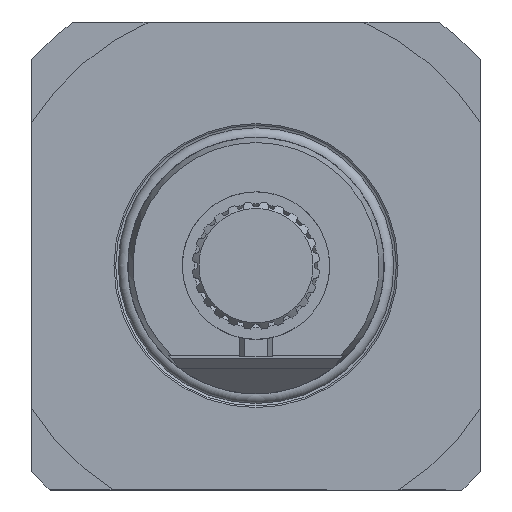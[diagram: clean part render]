
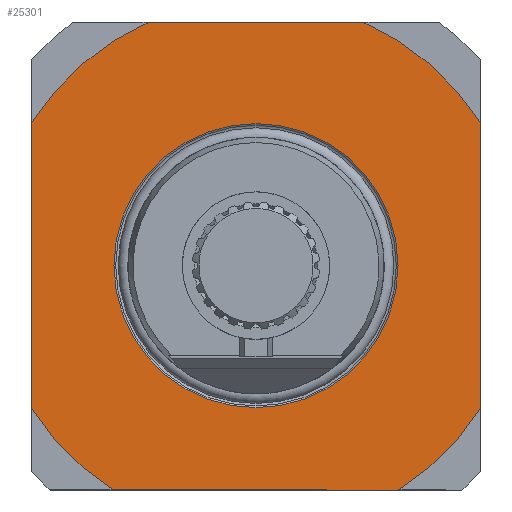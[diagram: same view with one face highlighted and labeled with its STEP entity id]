
A CAD part, front view. The second image highlights one B-rep face of the part: STEP entity #25301.
In plain terms, the highlighted planar face has unit normal (0, -1, 0).
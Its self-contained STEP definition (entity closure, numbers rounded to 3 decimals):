
#593 = AXIS2_PLACEMENT_3D ( 'NONE', #23228, #9542, #25501 ) ;
#907 = DIRECTION ( 'NONE',  ( 1., 0., 0. ) ) ;
#1522 = CARTESIAN_POINT ( 'NONE',  ( 0., 0., -22.15 ) ) ;
#1954 = VERTEX_POINT ( 'NONE', #20007 ) ;
#2169 = CARTESIAN_POINT ( 'NONE',  ( -16.681, 0., 38. ) ) ;
#2188 = DIRECTION ( 'NONE',  ( 0., -1., 0. ) ) ;
#2414 = EDGE_CURVE ( 'NONE', #16167, #7812, #13859, .T. ) ;
#2553 = CARTESIAN_POINT ( 'NONE',  ( 0., 0., 0. ) ) ;
#3103 = EDGE_LOOP ( 'NONE', ( #13550 ) ) ;
#3699 = AXIS2_PLACEMENT_3D ( 'NONE', #5501, #14591, #907 ) ;
#3991 = CARTESIAN_POINT ( 'NONE',  ( -35., 0., 47.5 ) ) ;
#4363 = EDGE_CURVE ( 'NONE', #11517, #29227, #10862, .T. ) ;
#5430 = CARTESIAN_POINT ( 'NONE',  ( 22.299, 0., -35. ) ) ;
#5498 = VERTEX_POINT ( 'NONE', #28639 ) ;
#5501 = CARTESIAN_POINT ( 'NONE',  ( 0., 0., 0. ) ) ;
#6333 = DIRECTION ( 'NONE',  ( 0., 0., 1. ) ) ;
#6368 = CARTESIAN_POINT ( 'NONE',  ( -22.299, 0., -35. ) ) ;
#6651 = ORIENTED_EDGE ( 'NONE', *, *, #25777, .F. ) ;
#7417 = DIRECTION ( 'NONE',  ( 1., 0., 0. ) ) ;
#7812 = VERTEX_POINT ( 'NONE', #10864 ) ;
#7985 = LINE ( 'NONE', #3991, #27324 ) ;
#8571 = DIRECTION ( 'NONE',  ( 0., 0., 1. ) ) ;
#9256 = DIRECTION ( 'NONE',  ( 0., 0., -1. ) ) ;
#9542 = DIRECTION ( 'NONE',  ( 0., -1., 0. ) ) ;
#9692 = AXIS2_PLACEMENT_3D ( 'NONE', #19532, #28598, #17333 ) ;
#9797 = ORIENTED_EDGE ( 'NONE', *, *, #13887, .F. ) ;
#9860 = VERTEX_POINT ( 'NONE', #1522 ) ;
#9972 = LINE ( 'NONE', #13907, #22497 ) ;
#10247 = CARTESIAN_POINT ( 'NONE',  ( 0., 0., 38. ) ) ;
#10862 = CIRCLE ( 'NONE', #9692, 41.5 ) ;
#10864 = CARTESIAN_POINT ( 'NONE',  ( 35., 0., -22.299 ) ) ;
#10879 = VERTEX_POINT ( 'NONE', #6368 ) ;
#11361 = ORIENTED_EDGE ( 'NONE', *, *, #4363, .T. ) ;
#11517 = VERTEX_POINT ( 'NONE', #2169 ) ;
#12130 = ORIENTED_EDGE ( 'NONE', *, *, #2414, .T. ) ;
#13550 = ORIENTED_EDGE ( 'NONE', *, *, #28849, .F. ) ;
#13558 = VECTOR ( 'NONE', #26414, 1000. ) ;
#13859 = CIRCLE ( 'NONE', #3699, 41.5 ) ;
#13887 = EDGE_CURVE ( 'NONE', #16167, #10879, #9972, .T. ) ;
#13907 = CARTESIAN_POINT ( 'NONE',  ( 0., 0., -35. ) ) ;
#14591 = DIRECTION ( 'NONE',  ( 0., -1., 0. ) ) ;
#16167 = VERTEX_POINT ( 'NONE', #5430 ) ;
#16219 = DIRECTION ( 'NONE',  ( -1., 0., 0. ) ) ;
#16355 = CIRCLE ( 'NONE', #23043, 22.15 ) ;
#17310 = ORIENTED_EDGE ( 'NONE', *, *, #19194, .T. ) ;
#17333 = DIRECTION ( 'NONE',  ( 1., 0., 0. ) ) ;
#18497 = EDGE_CURVE ( 'NONE', #20771, #29227, #7985, .T. ) ;
#19194 = EDGE_CURVE ( 'NONE', #5498, #1954, #21059, .T. ) ;
#19215 = ORIENTED_EDGE ( 'NONE', *, *, #18497, .F. ) ;
#19532 = CARTESIAN_POINT ( 'NONE',  ( 0., 0., 0. ) ) ;
#19649 = LINE ( 'NONE', #10247, #13558 ) ;
#20007 = CARTESIAN_POINT ( 'NONE',  ( 16.681, 0., 38. ) ) ;
#20008 = PLANE ( 'NONE',  #21026 ) ;
#20160 = FACE_OUTER_BOUND ( 'NONE', #24938, .T. ) ;
#20425 = DIRECTION ( 'NONE',  ( 0., 0., -1. ) ) ;
#20721 = CARTESIAN_POINT ( 'NONE',  ( 0., 0., 0. ) ) ;
#20771 = VERTEX_POINT ( 'NONE', #27790 ) ;
#21026 = AXIS2_PLACEMENT_3D ( 'NONE', #22410, #29081, #6333 ) ;
#21059 = CIRCLE ( 'NONE', #593, 41.5 ) ;
#21720 = EDGE_CURVE ( 'NONE', #20771, #10879, #27333, .T. ) ;
#21930 = FACE_BOUND ( 'NONE', #3103, .T. ) ;
#22280 = LINE ( 'NONE', #24831, #24048 ) ;
#22410 = CARTESIAN_POINT ( 'NONE',  ( 0., 0., 47.5 ) ) ;
#22497 = VECTOR ( 'NONE', #16219, 1000. ) ;
#23043 = AXIS2_PLACEMENT_3D ( 'NONE', #20721, #2188, #9256 ) ;
#23228 = CARTESIAN_POINT ( 'NONE',  ( 0., 0., 0. ) ) ;
#24048 = VECTOR ( 'NONE', #20425, 1000. ) ;
#24251 = ORIENTED_EDGE ( 'NONE', *, *, #21720, .T. ) ;
#24831 = CARTESIAN_POINT ( 'NONE',  ( 35., 0., 47.5 ) ) ;
#24938 = EDGE_LOOP ( 'NONE', ( #17310, #28703, #11361, #19215, #24251, #9797, #12130, #6651 ) ) ;
#25301 = ADVANCED_FACE ( 'NONE', ( #21930, #20160 ), #20008, .F. ) ;
#25497 = DIRECTION ( 'NONE',  ( 0., -1., 0. ) ) ;
#25501 = DIRECTION ( 'NONE',  ( 1., 0., 0. ) ) ;
#25777 = EDGE_CURVE ( 'NONE', #5498, #7812, #22280, .T. ) ;
#26414 = DIRECTION ( 'NONE',  ( 1., 0., 0. ) ) ;
#27324 = VECTOR ( 'NONE', #8571, 1000. ) ;
#27333 = CIRCLE ( 'NONE', #28567, 41.5 ) ;
#27470 = EDGE_CURVE ( 'NONE', #11517, #1954, #19649, .T. ) ;
#27790 = CARTESIAN_POINT ( 'NONE',  ( -35., 0., -22.299 ) ) ;
#28567 = AXIS2_PLACEMENT_3D ( 'NONE', #2553, #25497, #7417 ) ;
#28598 = DIRECTION ( 'NONE',  ( 0., -1., 0. ) ) ;
#28639 = CARTESIAN_POINT ( 'NONE',  ( 35., 0., 22.299 ) ) ;
#28703 = ORIENTED_EDGE ( 'NONE', *, *, #27470, .F. ) ;
#28849 = EDGE_CURVE ( 'NONE', #9860, #9860, #16355, .T. ) ;
#28871 = CARTESIAN_POINT ( 'NONE',  ( -35., 0., 22.299 ) ) ;
#29081 = DIRECTION ( 'NONE',  ( 0., 1., 0. ) ) ;
#29227 = VERTEX_POINT ( 'NONE', #28871 ) ;
